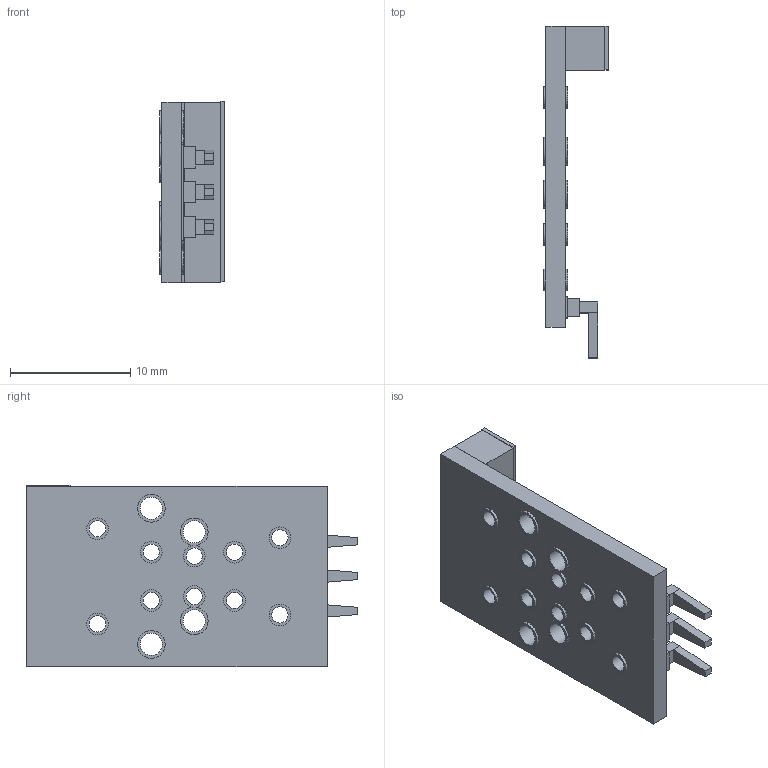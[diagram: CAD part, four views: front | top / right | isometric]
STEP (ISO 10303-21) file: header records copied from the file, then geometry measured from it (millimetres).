
FILE_DESCRIPTION(/* description */ (''),/* implementation_level */ '2;1');
FILE_NAME(/* name */ 'KY-031.stp',/* time_stamp */ '2021-05-09T16:27:41-05:00',/* author */ ('luiz4'),/* organization */ (''),/* preprocessor_version */ 'ST-DEVELOPER v18.1',/* originating_system */ 'Autodesk Inventor 2021',/* authorisation */ '');
FILE_SCHEMA (('AUTOMOTIVE_DESIGN { 1 0 10303 214 3 1 1 }'));
Length unit declared in the file: millimetre
Products named in the file (1): KY-031
Bounding box: 5.4 x 27.58 x 15.06 mm (x, y, z)
Volume: 655.3 mm3; surface area: 1528.2 mm2
Topology: 6 solids, 7 shells, 146 faces, 330 edges, 225 vertices
Faces by surface type: plane 104, cylinder 42
Full cylindrical faces by diameter (mm): 1.35 x10, 1.8 x16, 1.85 x4, 2.3 x4
Entity records: 4348 total; most frequent: DIRECTION 728, CARTESIAN_POINT 702, ORIENTED_EDGE 660, EDGE_CURVE 330, AXIS2_PLACEMENT_3D 251, LINE 226, VECTOR 226, VERTEX_POINT 225
